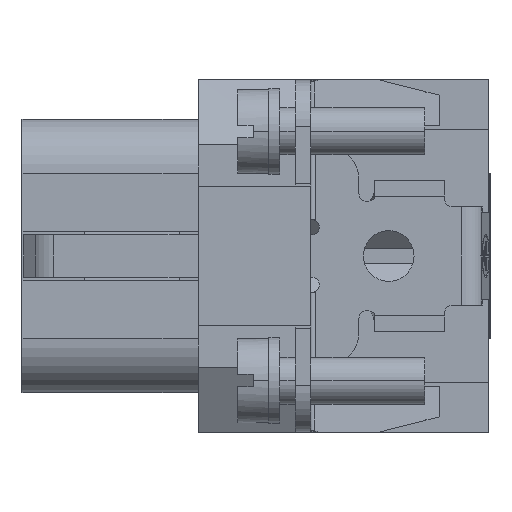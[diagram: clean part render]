
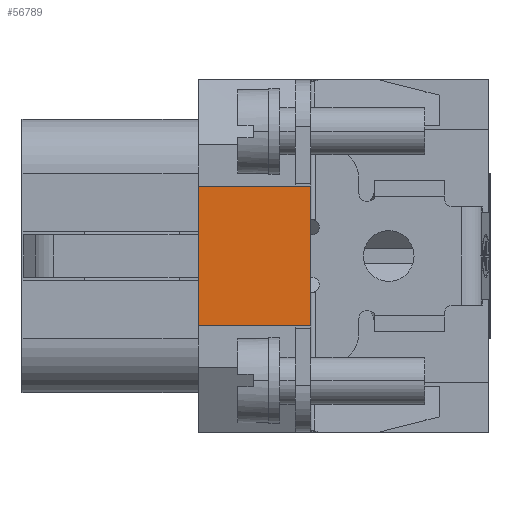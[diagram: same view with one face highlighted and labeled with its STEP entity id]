
A CAD part, left-side view. The second image highlights one B-rep face of the part: STEP entity #56789.
In plain terms, the highlighted planar face has unit normal (-1, 0, 0).
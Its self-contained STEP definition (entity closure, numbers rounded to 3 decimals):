
#3653=DIRECTION('',(0.,0.,1.));
#3654=VECTOR('',#3653,8.94);
#3655=CARTESIAN_POINT('',(-36.,0.,-4.47));
#3656=LINE('',#3655,#3654);
#3657=DIRECTION('',(0.,-1.,0.));
#3658=VECTOR('',#3657,7.24);
#3659=CARTESIAN_POINT('',(-36.,0.,4.47));
#3660=LINE('',#3659,#3658);
#3661=DIRECTION('',(0.,0.,-1.));
#3662=VECTOR('',#3661,8.94);
#3663=CARTESIAN_POINT('',(-36.,-7.24,4.47));
#3664=LINE('',#3663,#3662);
#13383=DIRECTION('',(0.,-1.,0.));
#13384=VECTOR('',#13383,7.24);
#13385=CARTESIAN_POINT('',(-36.,0.,-4.47));
#13386=LINE('',#13385,#13384);
#54007=CARTESIAN_POINT('',(-36.,0.,4.47));
#54008=CARTESIAN_POINT('',(-36.,-7.24,4.47));
#54009=VERTEX_POINT('',#54007);
#54010=VERTEX_POINT('',#54008);
#54020=CARTESIAN_POINT('',(-36.,-7.24,-4.47));
#54022=VERTEX_POINT('',#54020);
#54023=CARTESIAN_POINT('',(-36.,0.,-4.47));
#54024=VERTEX_POINT('',#54023);
#56776=CARTESIAN_POINT('',(-36.,0.,0.));
#56777=DIRECTION('',(1.,0.,0.));
#56778=DIRECTION('',(0.,0.,1.));
#56779=AXIS2_PLACEMENT_3D('',#56776,#56777,#56778);
#56780=PLANE('',#56779);
#56782=ORIENTED_EDGE('',*,*,#56781,.T.);
#56783=ORIENTED_EDGE('',*,*,#56432,.T.);
#56784=ORIENTED_EDGE('',*,*,#56639,.T.);
#56786=ORIENTED_EDGE('',*,*,#56785,.F.);
#56787=EDGE_LOOP('',(#56782,#56783,#56784,#56786));
#56788=FACE_OUTER_BOUND('',#56787,.F.);
#56789=ADVANCED_FACE('',(#56788),#56780,.F.);
#56432=EDGE_CURVE('',#54009,#54010,#3660,.T.);
#56639=EDGE_CURVE('',#54010,#54022,#3664,.T.);
#56781=EDGE_CURVE('',#54024,#54009,#3656,.T.);
#56785=EDGE_CURVE('',#54024,#54022,#13386,.T.);
